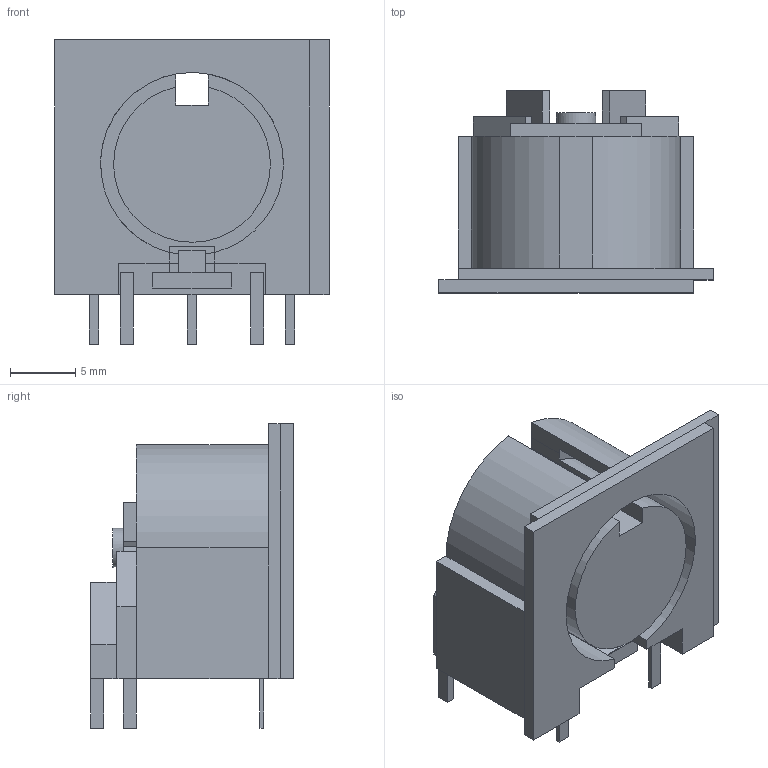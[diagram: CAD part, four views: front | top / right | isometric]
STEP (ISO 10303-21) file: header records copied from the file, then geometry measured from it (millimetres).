
FILE_DESCRIPTION(('FreeCAD Model'),'2;1');
FILE_NAME('Open CASCADE Shape Model','2022-12-04T19:00:51',('Author'),( ''),'Open CASCADE STEP processor 7.5','FreeCAD','Unknown');
FILE_SCHEMA(('AUTOMOTIVE_DESIGN { 1 0 10303 214 1 1 1 1 }'));
Length unit declared in the file: millimetre
Products named in the file (1): union013
Bounding box: 21 x 15.5 x 23.3 mm (x, y, z)
Volume: 2997.3 mm3; surface area: 2753.9 mm2
Topology: 4 solids, 4 shells, 159 faces, 406 edges, 253 vertices
Faces by surface type: plane 151, cylinder 8
Full cylindrical faces by diameter (mm): 3 x1
Entity records: 10815 total; most frequent: CARTESIAN_POINT 1727, DIRECTION 1471, LINE 1057, VECTOR 1057, ORIENTED_EDGE 812, PCURVE 812, DEFINITIONAL_REPRESENTATION 812, EDGE_CURVE 406
